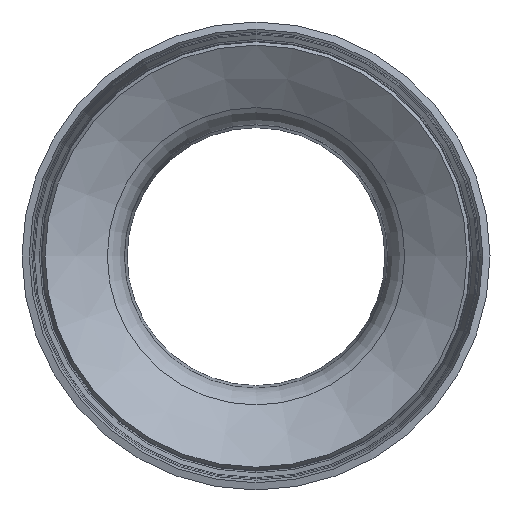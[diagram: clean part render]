
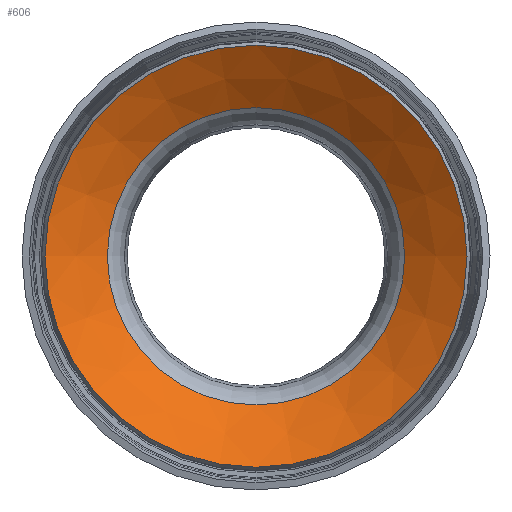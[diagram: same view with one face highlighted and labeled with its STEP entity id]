
A CAD part, top view. The second image highlights one B-rep face of the part: STEP entity #606.
In plain terms, the highlighted conical face has half-angle 56 degrees and reference radius 476.002 mm.
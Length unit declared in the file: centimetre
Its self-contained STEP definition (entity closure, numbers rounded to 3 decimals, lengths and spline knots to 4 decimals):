
#34=CONICAL_SURFACE('',#770,47.6002,0.977);
#86=FACE_OUTER_BOUND('',#123,.T.);
#123=EDGE_LOOP('',(#551,#552,#553,#554,#555));
#199=CIRCLE('',#767,39.3522);
#200=CIRCLE('',#768,39.3522);
#202=CIRCLE('',#771,55.8482);
#264=VERTEX_POINT('',#1221);
#265=VERTEX_POINT('',#1222);
#266=VERTEX_POINT('',#1227);
#359=EDGE_CURVE('',#264,#265,#199,.T.);
#360=EDGE_CURVE('',#265,#264,#200,.T.);
#362=EDGE_CURVE('',#264,#266,#634,.T.);
#363=EDGE_CURVE('',#266,#266,#202,.T.);
#551=ORIENTED_EDGE('',*,*,#359,.T.);
#552=ORIENTED_EDGE('',*,*,#360,.T.);
#553=ORIENTED_EDGE('',*,*,#362,.T.);
#554=ORIENTED_EDGE('',*,*,#363,.F.);
#555=ORIENTED_EDGE('',*,*,#362,.F.);
#606=ADVANCED_FACE('',(#86),#34,.F.);
#634=LINE('',#1228,#656);
#656=VECTOR('',#1019,47.6002);
#767=AXIS2_PLACEMENT_3D('',#1223,#1011,#1012);
#768=AXIS2_PLACEMENT_3D('',#1224,#1013,#1014);
#770=AXIS2_PLACEMENT_3D('',#1226,#1017,#1018);
#771=AXIS2_PLACEMENT_3D('',#1229,#1020,#1021);
#1011=DIRECTION('center_axis',(0.,0.,
-1.));
#1012=DIRECTION('ref_axis',(1.,0.,0.));
#1013=DIRECTION('center_axis',(0.,0.,
-1.));
#1014=DIRECTION('ref_axis',(1.,0.,0.));
#1017=DIRECTION('center_axis',(0.,0.,
1.));
#1018=DIRECTION('ref_axis',(1.,0.,0.));
#1019=DIRECTION('',(-0.829,0.,0.559));
#1020=DIRECTION('center_axis',(0.,0.,
-1.));
#1021=DIRECTION('ref_axis',(1.,0.,0.));
#1221=CARTESIAN_POINT('',(-39.3522,0.,53.8733));
#1222=CARTESIAN_POINT('',(0.,-39.3522,53.8733));
#1223=CARTESIAN_POINT('Origin',(0.,0.,
53.8733));
#1224=CARTESIAN_POINT('Origin',(0.,0.,
53.8733));
#1226=CARTESIAN_POINT('Origin',(0.,0.,
59.4366));
#1227=CARTESIAN_POINT('',(-55.8482,0.,65.));
#1228=CARTESIAN_POINT('',(-47.6002,0.,59.4366));
#1229=CARTESIAN_POINT('Origin',(0.,0.,
65.));
